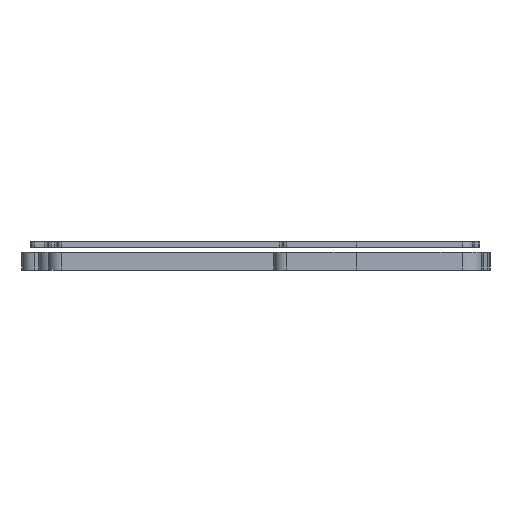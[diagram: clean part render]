
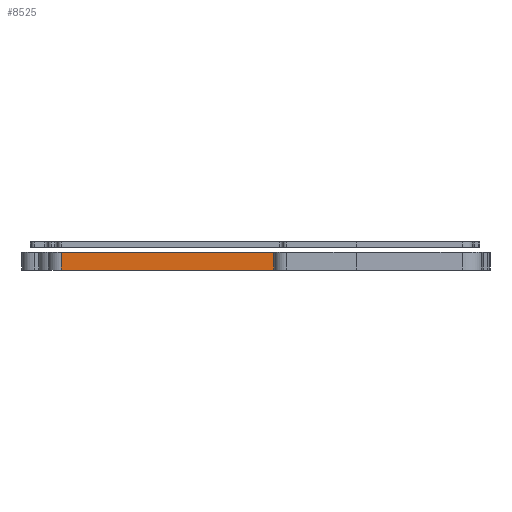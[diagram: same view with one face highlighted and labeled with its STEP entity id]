
A CAD part, left-side view. The second image highlights one B-rep face of the part: STEP entity #8525.
In plain terms, the highlighted planar face has unit normal (-1, 0, 0).
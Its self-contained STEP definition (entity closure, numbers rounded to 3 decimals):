
#597=FACE_OUTER_BOUND('',#1070,.T.);
#1070=EDGE_LOOP('',(#6639,#6640,#6641,#6642));
#1760=LINE('',#12562,#2815);
#1781=LINE('',#12638,#2836);
#1856=LINE('',#12834,#2911);
#1857=LINE('',#12835,#2912);
#2815=VECTOR('',#10169,10.);
#2836=VECTOR('',#10228,10.);
#2911=VECTOR('',#10447,10.);
#2912=VECTOR('',#10448,10.);
#3775=VERTEX_POINT('',#12559);
#3776=VERTEX_POINT('',#12561);
#3812=VERTEX_POINT('',#12637);
#3861=VERTEX_POINT('',#12833);
#4742=EDGE_CURVE('',#3775,#3776,#1760,.T.);
#4781=EDGE_CURVE('',#3812,#3776,#1781,.T.);
#4879=EDGE_CURVE('',#3861,#3812,#1856,.T.);
#4880=EDGE_CURVE('',#3861,#3775,#1857,.T.);
#6639=ORIENTED_EDGE('',*,*,#4879,.T.);
#6640=ORIENTED_EDGE('',*,*,#4781,.T.);
#6641=ORIENTED_EDGE('',*,*,#4742,.F.);
#6642=ORIENTED_EDGE('',*,*,#4880,.F.);
#8156=PLANE('',#9050);
#8525=ADVANCED_FACE('',(#597),#8156,.T.);
#9050=AXIS2_PLACEMENT_3D('',#12832,#10445,#10446);
#10169=DIRECTION('',(0.,-1.,0.));
#10228=DIRECTION('',(0.,0.,1.));
#10445=DIRECTION('center_axis',(-1.,0.,0.));
#10446=DIRECTION('ref_axis',(0.,-1.,0.));
#10447=DIRECTION('',(0.,-1.,0.));
#10448=DIRECTION('',(0.,0.,1.));
#12559=CARTESIAN_POINT('',(-5.652,110.524,5.));
#12561=CARTESIAN_POINT('',(-5.652,50.845,5.));
#12562=CARTESIAN_POINT('',(-5.652,110.524,5.));
#12637=CARTESIAN_POINT('',(-5.652,50.845,0.));
#12638=CARTESIAN_POINT('',(-5.652,50.845,0.));
#12832=CARTESIAN_POINT('Origin',(-5.652,110.524,0.));
#12833=CARTESIAN_POINT('',(-5.652,110.524,0.));
#12834=CARTESIAN_POINT('',(-5.652,110.524,0.));
#12835=CARTESIAN_POINT('',(-5.652,110.524,0.));
